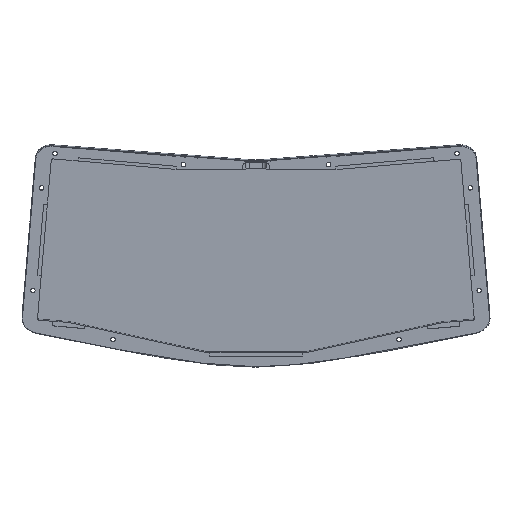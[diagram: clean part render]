
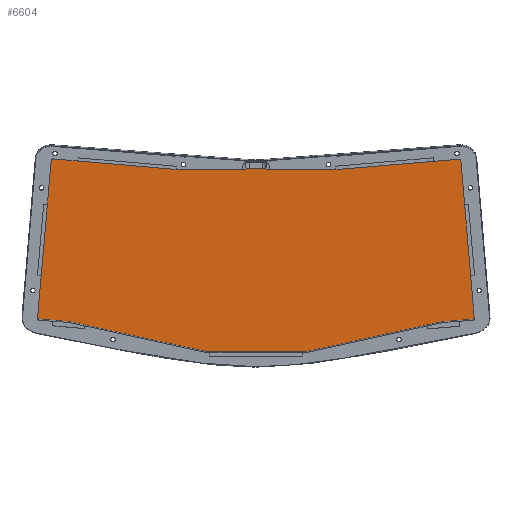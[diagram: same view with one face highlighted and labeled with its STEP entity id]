
A CAD part, top view. The second image highlights one B-rep face of the part: STEP entity #6604.
In plain terms, the highlighted planar face has unit normal (0, -0.073, 0.997).
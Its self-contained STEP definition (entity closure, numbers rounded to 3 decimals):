
#680=CIRCLE('',#6802,1.);
#682=CIRCLE('',#6808,1.);
#729=CIRCLE('',#6943,1.);
#730=CIRCLE('',#6945,1.);
#731=CIRCLE('',#6946,1.);
#732=CIRCLE('',#6947,1.);
#733=CIRCLE('',#6948,1.);
#734=CIRCLE('',#6949,1.);
#735=CIRCLE('',#6950,1.);
#736=CIRCLE('',#6951,1.);
#1147=FACE_OUTER_BOUND('',#1559,.T.);
#1559=EDGE_LOOP('',(#5944,#5945,#5946,#5947,#5948,#5949,#5950,#5951,#5952,
#5953,#5954,#5955,#5956,#5957,#5958,#5959,#5960,#5961,#5962,#5963));
#1724=LINE('',#8663,#2199);
#1729=LINE('',#8673,#2204);
#1745=LINE('',#8713,#2220);
#1749=LINE('',#8721,#2224);
#1753=LINE('',#8729,#2228);
#1758=LINE('',#8739,#2233);
#1761=LINE('',#8748,#2236);
#1765=LINE('',#8759,#2240);
#2041=LINE('',#14537,#2516);
#2042=LINE('',#14541,#2517);
#2199=VECTOR('',#7376,10.);
#2204=VECTOR('',#7387,10.);
#2220=VECTOR('',#7431,10.);
#2224=VECTOR('',#7439,10.);
#2228=VECTOR('',#7447,10.);
#2233=VECTOR('',#7458,10.);
#2236=VECTOR('',#7469,10.);
#2240=VECTOR('',#7479,10.);
#2516=VECTOR('',#8041,10.);
#2517=VECTOR('',#8046,10.);
#2719=VERTEX_POINT('',#8660);
#2720=VERTEX_POINT('',#8662);
#2721=VERTEX_POINT('',#8670);
#2722=VERTEX_POINT('',#8672);
#2731=VERTEX_POINT('',#8710);
#2732=VERTEX_POINT('',#8712);
#2733=VERTEX_POINT('',#8718);
#2734=VERTEX_POINT('',#8720);
#2735=VERTEX_POINT('',#8726);
#2736=VERTEX_POINT('',#8728);
#2737=VERTEX_POINT('',#8736);
#2738=VERTEX_POINT('',#8738);
#2739=VERTEX_POINT('',#8745);
#2740=VERTEX_POINT('',#8747);
#2743=VERTEX_POINT('',#8757);
#2744=VERTEX_POINT('',#8758);
#2745=VERTEX_POINT('',#8763);
#3182=VERTEX_POINT('',#14534);
#3183=VERTEX_POINT('',#14536);
#3184=VERTEX_POINT('',#14539);
#3413=EDGE_CURVE('',#2719,#2720,#1724,.T.);
#3418=EDGE_CURVE('',#2721,#2722,#1729,.T.);
#3438=EDGE_CURVE('',#2731,#2732,#1745,.T.);
#3442=EDGE_CURVE('',#2733,#2734,#1749,.T.);
#3446=EDGE_CURVE('',#2735,#2736,#1753,.T.);
#3451=EDGE_CURVE('',#2737,#2738,#1758,.T.);
#3453=EDGE_CURVE('',#2738,#2719,#680,.F.);
#3455=EDGE_CURVE('',#2739,#2740,#1761,.T.);
#3460=EDGE_CURVE('',#2743,#2744,#1765,.T.);
#3463=EDGE_CURVE('',#2720,#2745,#682,.F.);
#4130=EDGE_CURVE('',#2737,#2736,#729,.T.);
#4131=EDGE_CURVE('',#2735,#2740,#730,.T.);
#4132=EDGE_CURVE('',#2734,#2739,#731,.F.);
#4133=EDGE_CURVE('',#2733,#2732,#732,.T.);
#4134=EDGE_CURVE('',#2731,#2744,#733,.T.);
#4135=EDGE_CURVE('',#3182,#2743,#734,.F.);
#4136=EDGE_CURVE('',#3183,#3182,#2041,.T.);
#4137=EDGE_CURVE('',#3183,#2722,#735,.T.);
#4138=EDGE_CURVE('',#2721,#3184,#736,.T.);
#4139=EDGE_CURVE('',#2745,#3184,#2042,.T.);
#5944=ORIENTED_EDGE('',*,*,#4130,.T.);
#5945=ORIENTED_EDGE('',*,*,#3446,.F.);
#5946=ORIENTED_EDGE('',*,*,#4131,.T.);
#5947=ORIENTED_EDGE('',*,*,#3455,.F.);
#5948=ORIENTED_EDGE('',*,*,#4132,.F.);
#5949=ORIENTED_EDGE('',*,*,#3442,.F.);
#5950=ORIENTED_EDGE('',*,*,#4133,.T.);
#5951=ORIENTED_EDGE('',*,*,#3438,.F.);
#5952=ORIENTED_EDGE('',*,*,#4134,.T.);
#5953=ORIENTED_EDGE('',*,*,#3460,.F.);
#5954=ORIENTED_EDGE('',*,*,#4135,.F.);
#5955=ORIENTED_EDGE('',*,*,#4136,.F.);
#5956=ORIENTED_EDGE('',*,*,#4137,.T.);
#5957=ORIENTED_EDGE('',*,*,#3418,.F.);
#5958=ORIENTED_EDGE('',*,*,#4138,.T.);
#5959=ORIENTED_EDGE('',*,*,#4139,.F.);
#5960=ORIENTED_EDGE('',*,*,#3463,.F.);
#5961=ORIENTED_EDGE('',*,*,#3413,.F.);
#5962=ORIENTED_EDGE('',*,*,#3453,.F.);
#5963=ORIENTED_EDGE('',*,*,#3451,.F.);
#6263=PLANE('',#6944);
#6604=ADVANCED_FACE('',(#1147),#6263,.F.);
#6802=AXIS2_PLACEMENT_3D('',#8743,#7464,#7465);
#6808=AXIS2_PLACEMENT_3D('',#8764,#7484,#7485);
#6943=AXIS2_PLACEMENT_3D('',#14528,#8027,#8028);
#6944=AXIS2_PLACEMENT_3D('',#14529,#8029,#8030);
#6945=AXIS2_PLACEMENT_3D('',#14530,#8031,#8032);
#6946=AXIS2_PLACEMENT_3D('',#14531,#8033,#8034);
#6947=AXIS2_PLACEMENT_3D('',#14532,#8035,#8036);
#6948=AXIS2_PLACEMENT_3D('',#14533,#8037,#8038);
#6949=AXIS2_PLACEMENT_3D('',#14535,#8039,#8040);
#6950=AXIS2_PLACEMENT_3D('',#14538,#8042,#8043);
#6951=AXIS2_PLACEMENT_3D('',#14540,#8044,#8045);
#7376=DIRECTION('',(1.,-0.001,0.));
#7387=DIRECTION('',(0.084,-0.994,-0.073));
#7431=DIRECTION('',(-1.,0.,0.));
#7439=DIRECTION('',(-0.977,0.215,0.016));
#7447=DIRECTION('',(0.086,0.994,0.073));
#7458=DIRECTION('',(0.996,-0.086,-0.006));
#7464=DIRECTION('center_axis',(0.,0.073,-0.997));
#7465=DIRECTION('ref_axis',(-0.044,-0.996,-0.073));
#7469=DIRECTION('',(-0.997,0.079,0.006));
#7479=DIRECTION('',(-0.977,-0.215,-0.016));
#7484=DIRECTION('center_axis',(0.,0.073,-0.997));
#7485=DIRECTION('ref_axis',(0.042,-0.996,-0.073));
#8027=DIRECTION('center_axis',(0.,-0.073,0.997));
#8028=DIRECTION('ref_axis',(-0.643,0.763,0.056));
#8029=DIRECTION('center_axis',(0.,0.073,-0.997));
#8030=DIRECTION('ref_axis',(-1.,0.,0.));
#8031=DIRECTION('center_axis',(0.,-0.073,0.997));
#8032=DIRECTION('ref_axis',(-0.763,-0.644,-0.047));
#8033=DIRECTION('center_axis',(0.,0.073,-0.997));
#8034=DIRECTION('ref_axis',(0.148,0.986,0.073));
#8035=DIRECTION('center_axis',(0.,-0.073,0.997));
#8036=DIRECTION('ref_axis',(-0.108,-0.991,-0.073));
#8037=DIRECTION('center_axis',(0.,-0.073,0.997));
#8038=DIRECTION('ref_axis',(0.108,-0.991,-0.073));
#8039=DIRECTION('center_axis',(0.,0.073,-0.997));
#8040=DIRECTION('ref_axis',(-0.148,0.986,0.073));
#8041=DIRECTION('',(-0.997,-0.079,-0.006));
#8042=DIRECTION('center_axis',(0.,-0.073,0.997));
#8043=DIRECTION('ref_axis',(0.763,-0.645,-0.047));
#8044=DIRECTION('center_axis',(0.,-0.073,0.997));
#8045=DIRECTION('ref_axis',(0.645,0.762,0.056));
#8046=DIRECTION('',(0.996,0.084,0.006));
#8660=CARTESIAN_POINT('',(76.443,-4.995,-9.793));
#8662=CARTESIAN_POINT('',(161.417,-5.059,-9.797));
#8663=CARTESIAN_POINT('',(76.4,-4.995,-9.793));
#8670=CARTESIAN_POINT('',(226.007,-0.619,-9.471));
#8672=CARTESIAN_POINT('',(232.963,-82.708,-15.509));
#8673=CARTESIAN_POINT('',(233.048,-83.706,-15.583));
#8710=CARTESIAN_POINT('',(144.89,-100.746,-16.836));
#8712=CARTESIAN_POINT('',(93.094,-100.746,-16.836));
#8713=CARTESIAN_POINT('',(140.356,-100.746,-16.836));
#8718=CARTESIAN_POINT('',(92.878,-100.723,-16.834));
#8720=CARTESIAN_POINT('',(21.579,-85.041,-15.681));
#8721=CARTESIAN_POINT('',(97.413,-101.72,-16.908));
#8726=CARTESIAN_POINT('',(4.763,-82.685,-15.507));
#8728=CARTESIAN_POINT('',(11.91,-0.422,-9.456));
#8729=CARTESIAN_POINT('',(11.996,0.572,-9.383));
#8736=CARTESIAN_POINT('',(12.993,0.485,-9.39));
#8738=CARTESIAN_POINT('',(76.358,-4.992,-9.793));
#8739=CARTESIAN_POINT('',(11.996,0.572,-9.383));
#8743=CARTESIAN_POINT('Origin',(76.444,-3.998,-9.719));
#8745=CARTESIAN_POINT('',(21.443,-85.021,-15.679));
#8747=CARTESIAN_POINT('',(5.679,-83.765,-15.587));
#8748=CARTESIAN_POINT('',(4.676,-83.685,-15.581));
#8757=CARTESIAN_POINT('',(216.405,-85.041,-15.681));
#8758=CARTESIAN_POINT('',(145.106,-100.723,-16.834));
#8759=CARTESIAN_POINT('',(140.571,-101.72,-16.908));
#8763=CARTESIAN_POINT('',(161.502,-5.055,-9.797));
#8764=CARTESIAN_POINT('Origin',(161.417,-4.061,-9.724));
#14528=CARTESIAN_POINT('Origin',(12.906,-0.508,-9.463));
#14529=CARTESIAN_POINT('Origin',(118.862,-50.087,-13.11));
#14530=CARTESIAN_POINT('Origin',(5.759,-82.771,-15.514));
#14531=CARTESIAN_POINT('Origin',(21.363,-86.015,-15.752));
#14532=CARTESIAN_POINT('Origin',(93.094,-99.749,-16.763));
#14533=CARTESIAN_POINT('Origin',(144.89,-99.749,-16.763));
#14534=CARTESIAN_POINT('',(216.541,-85.021,-15.679));
#14535=CARTESIAN_POINT('Origin',(216.621,-86.015,-15.752));
#14536=CARTESIAN_POINT('',(232.046,-83.786,-15.588));
#14537=CARTESIAN_POINT('',(233.048,-83.706,-15.583));
#14538=CARTESIAN_POINT('Origin',(231.967,-82.791,-15.515));
#14539=CARTESIAN_POINT('',(224.927,0.291,-9.404));
#14540=CARTESIAN_POINT('Origin',(225.011,-0.703,-9.477));
#14541=CARTESIAN_POINT('',(161.459,-5.059,-9.797));
